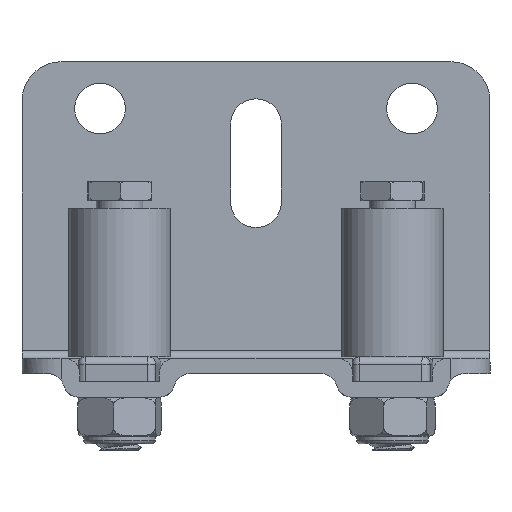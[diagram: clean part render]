
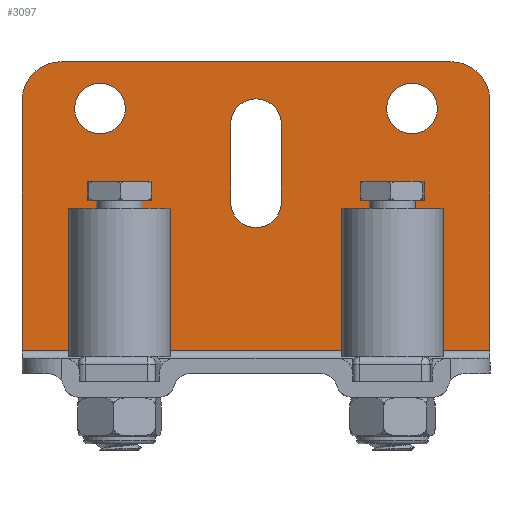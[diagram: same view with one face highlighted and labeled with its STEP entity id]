
A CAD part, front view. The second image highlights one B-rep face of the part: STEP entity #3097.
In plain terms, the highlighted planar face has unit normal (0, -1, 0).
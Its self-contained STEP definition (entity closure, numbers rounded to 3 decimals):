
#216=FACE_BOUND('',#517,.T.);
#217=FACE_BOUND('',#518,.T.);
#218=FACE_BOUND('',#519,.T.);
#250=PLANE('',#3455);
#339=FACE_OUTER_BOUND('',#516,.T.);
#516=EDGE_LOOP('',(#2208,#2209,#2210,#2211,#2212,#2213));
#517=EDGE_LOOP('',(#2214));
#518=EDGE_LOOP('',(#2215));
#519=EDGE_LOOP('',(#2216,#2217,#2218,#2219));
#706=LINE('',#4721,#942);
#710=LINE('',#4733,#946);
#720=LINE('',#4767,#956);
#723=LINE('',#4774,#959);
#755=LINE('',#4875,#991);
#758=LINE('',#4883,#994);
#942=VECTOR('',#3782,10.);
#946=VECTOR('',#3794,10.);
#956=VECTOR('',#3826,10.);
#959=VECTOR('',#3833,10.);
#991=VECTOR('',#3903,10.);
#994=VECTOR('',#3912,10.);
#1174=CIRCLE('',#3411,3.25);
#1176=CIRCLE('',#3414,3.25);
#1179=CIRCLE('',#3419,3.25);
#1181=CIRCLE('',#3423,3.25);
#1203=CIRCLE('',#3454,5.);
#1204=CIRCLE('',#3456,5.);
#1331=VERTEX_POINT('',#4703);
#1333=VERTEX_POINT('',#4709);
#1337=VERTEX_POINT('',#4718);
#1338=VERTEX_POINT('',#4720);
#1340=VERTEX_POINT('',#4726);
#1342=VERTEX_POINT('',#4732);
#1354=VERTEX_POINT('',#4764);
#1355=VERTEX_POINT('',#4766);
#1357=VERTEX_POINT('',#4772);
#1399=VERTEX_POINT('',#4873);
#1400=VERTEX_POINT('',#4878);
#1401=VERTEX_POINT('',#4882);
#1630=EDGE_CURVE('',#1331,#1331,#1174,.T.);
#1633=EDGE_CURVE('',#1333,#1333,#1176,.T.);
#1638=EDGE_CURVE('',#1338,#1337,#706,.T.);
#1641=EDGE_CURVE('',#1340,#1338,#1179,.T.);
#1644=EDGE_CURVE('',#1342,#1340,#710,.T.);
#1647=EDGE_CURVE('',#1337,#1342,#1181,.T.);
#1661=EDGE_CURVE('',#1355,#1354,#720,.T.);
#1665=EDGE_CURVE('',#1357,#1354,#723,.T.);
#1713=EDGE_CURVE('',#1357,#1399,#755,.T.);
#1716=EDGE_CURVE('',#1400,#1399,#1203,.T.);
#1717=EDGE_CURVE('',#1401,#1400,#758,.T.);
#1718=EDGE_CURVE('',#1355,#1401,#1204,.T.);
#2208=ORIENTED_EDGE('',*,*,#1665,.F.);
#2209=ORIENTED_EDGE('',*,*,#1713,.T.);
#2210=ORIENTED_EDGE('',*,*,#1716,.F.);
#2211=ORIENTED_EDGE('',*,*,#1717,.F.);
#2212=ORIENTED_EDGE('',*,*,#1718,.F.);
#2213=ORIENTED_EDGE('',*,*,#1661,.T.);
#2214=ORIENTED_EDGE('',*,*,#1630,.T.);
#2215=ORIENTED_EDGE('',*,*,#1633,.T.);
#2216=ORIENTED_EDGE('',*,*,#1644,.T.);
#2217=ORIENTED_EDGE('',*,*,#1641,.T.);
#2218=ORIENTED_EDGE('',*,*,#1638,.T.);
#2219=ORIENTED_EDGE('',*,*,#1647,.T.);
#3097=ADVANCED_FACE('',(#339,#216,#217,#218),#250,.T.);
#3411=AXIS2_PLACEMENT_3D('',#4704,#3766,#3767);
#3414=AXIS2_PLACEMENT_3D('',#4710,#3773,#3774);
#3419=AXIS2_PLACEMENT_3D('',#4727,#3788,#3789);
#3423=AXIS2_PLACEMENT_3D('',#4737,#3800,#3801);
#3454=AXIS2_PLACEMENT_3D('',#4880,#3908,#3909);
#3455=AXIS2_PLACEMENT_3D('',#4881,#3910,#3911);
#3456=AXIS2_PLACEMENT_3D('',#4884,#3913,#3914);
#3766=DIRECTION('center_axis',(0.,1.,0.));
#3767=DIRECTION('ref_axis',(-1.,0.,0.));
#3773=DIRECTION('center_axis',(0.,1.,0.));
#3774=DIRECTION('ref_axis',(-1.,0.,0.));
#3782=DIRECTION('',(0.,0.,-1.));
#3788=DIRECTION('center_axis',(0.,1.,0.));
#3789=DIRECTION('ref_axis',(1.,0.,0.));
#3794=DIRECTION('',(0.,0.,1.));
#3800=DIRECTION('center_axis',(0.,1.,0.));
#3801=DIRECTION('ref_axis',(-1.,0.,0.));
#3826=DIRECTION('',(0.,0.,-1.));
#3833=DIRECTION('',(-1.,0.,0.));
#3903=DIRECTION('',(0.,0.,1.));
#3908=DIRECTION('center_axis',(0.,1.,0.));
#3909=DIRECTION('ref_axis',(0.707,0.,0.707));
#3910=DIRECTION('center_axis',(0.,-1.,0.));
#3911=DIRECTION('ref_axis',(0.,0.,-1.));
#3912=DIRECTION('',(1.,0.,0.));
#3913=DIRECTION('center_axis',(0.,1.,0.));
#3914=DIRECTION('ref_axis',(-0.707,0.,0.707));
#4703=CARTESIAN_POINT('',(23.25,99.,37.));
#4704=CARTESIAN_POINT('Origin',(20.,99.,37.));
#4709=CARTESIAN_POINT('',(-16.75,99.,37.));
#4710=CARTESIAN_POINT('Origin',(-20.,99.,37.));
#4718=CARTESIAN_POINT('',(3.25,99.,25.));
#4720=CARTESIAN_POINT('',(3.25,99.,35.));
#4721=CARTESIAN_POINT('',(3.25,99.,20.));
#4726=CARTESIAN_POINT('',(-3.25,99.,35.));
#4727=CARTESIAN_POINT('Origin',(0.,99.,35.));
#4732=CARTESIAN_POINT('',(-3.25,99.,25.));
#4733=CARTESIAN_POINT('',(-3.25,99.,15.));
#4737=CARTESIAN_POINT('Origin',(0.,99.,25.));
#4764=CARTESIAN_POINT('',(-30.,99.,6.));
#4766=CARTESIAN_POINT('',(-30.,99.,38.));
#4767=CARTESIAN_POINT('',(-30.,99.,14.));
#4772=CARTESIAN_POINT('',(30.,99.,6.));
#4774=CARTESIAN_POINT('',(15.,99.,6.));
#4873=CARTESIAN_POINT('',(30.,99.,38.));
#4875=CARTESIAN_POINT('',(30.,99.,14.));
#4878=CARTESIAN_POINT('',(25.,99.,43.));
#4880=CARTESIAN_POINT('Origin',(25.,99.,38.));
#4881=CARTESIAN_POINT('Origin',(0.,99.,5.));
#4882=CARTESIAN_POINT('',(-25.,99.,43.));
#4883=CARTESIAN_POINT('',(0.,99.,43.));
#4884=CARTESIAN_POINT('Origin',(-25.,99.,38.));
